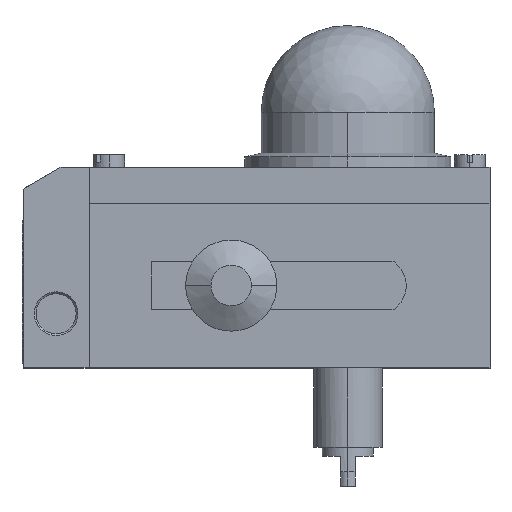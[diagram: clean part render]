
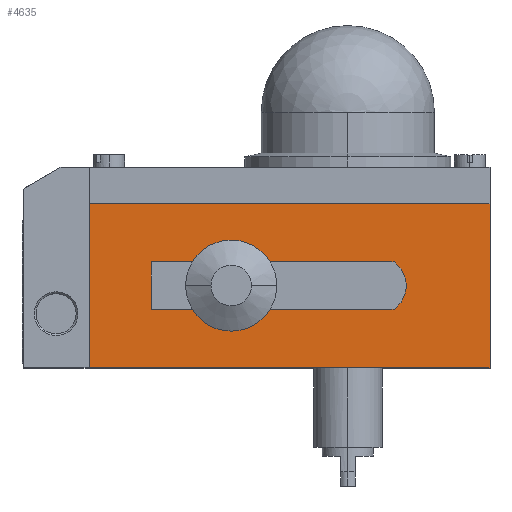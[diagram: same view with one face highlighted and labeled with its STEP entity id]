
A CAD part, top view. The second image highlights one B-rep face of the part: STEP entity #4635.
In plain terms, the highlighted planar face has unit normal (0, 0, 1).
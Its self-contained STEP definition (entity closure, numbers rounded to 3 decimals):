
#52 = CARTESIAN_POINT ( 'NONE',  ( -21.323, -29., 45. ) ) ;
#213 = ORIENTED_EDGE ( 'NONE', *, *, #12549, .F. ) ;
#228 = EDGE_CURVE ( 'NONE', #488, #4654, #9006, .T. ) ;
#244 = DIRECTION ( 'NONE',  ( 0., 1., 0. ) ) ;
#288 = LINE ( 'NONE', #5241, #2609 ) ;
#389 = DIRECTION ( 'NONE',  ( 1., 0., 0. ) ) ;
#417 = CIRCLE ( 'NONE', #5550, 12.5 ) ;
#488 = VERTEX_POINT ( 'NONE', #1095 ) ;
#625 = EDGE_CURVE ( 'NONE', #7010, #2059, #288, .T. ) ;
#1006 = VERTEX_POINT ( 'NONE', #6368 ) ;
#1095 = CARTESIAN_POINT ( 'NONE',  ( -71., -45., 45. ) ) ;
#1096 = LINE ( 'NONE', #2049, #6678 ) ;
#1243 = EDGE_CURVE ( 'NONE', #1006, #3956, #9943, .T. ) ;
#1458 = CARTESIAN_POINT ( 'NONE',  ( -54., -29., 45. ) ) ;
#1588 = AXIS2_PLACEMENT_3D ( 'NONE', #1601, #8552, #2590 ) ;
#1601 = CARTESIAN_POINT ( 'NONE',  ( -32., -22.5, 45. ) ) ;
#1976 = VECTOR ( 'NONE', #244, 1000. ) ;
#2002 = VECTOR ( 'NONE', #10684, 1000. ) ;
#2049 = CARTESIAN_POINT ( 'NONE',  ( -54., -16., 45. ) ) ;
#2059 = VERTEX_POINT ( 'NONE', #3271 ) ;
#2088 = CARTESIAN_POINT ( 'NONE',  ( -71., -45., 45. ) ) ;
#2263 = EDGE_CURVE ( 'NONE', #4654, #5991, #9588, .T. ) ;
#2398 = CIRCLE ( 'NONE', #1588, 12.5 ) ;
#2483 = CIRCLE ( 'NONE', #8175, 8. ) ;
#2590 = DIRECTION ( 'NONE',  ( 1., 0., 0. ) ) ;
#2609 = VECTOR ( 'NONE', #8143, 1000. ) ;
#2688 = AXIS2_PLACEMENT_3D ( 'NONE', #6815, #9823, #3860 ) ;
#2737 = LINE ( 'NONE', #1458, #11004 ) ;
#2795 = FACE_OUTER_BOUND ( 'NONE', #8418, .T. ) ;
#2797 = EDGE_CURVE ( 'NONE', #8218, #10930, #12385, .T. ) ;
#2850 = PLANE ( 'NONE',  #2688 ) ;
#2917 = ORIENTED_EDGE ( 'NONE', *, *, #228, .T. ) ;
#3012 = ORIENTED_EDGE ( 'NONE', *, *, #10374, .F. ) ;
#3042 = DIRECTION ( 'NONE',  ( 0., -1., 0. ) ) ;
#3149 = VERTEX_POINT ( 'NONE', #52 ) ;
#3271 = CARTESIAN_POINT ( 'NONE',  ( -21.323, -16., 45. ) ) ;
#3435 = CARTESIAN_POINT ( 'NONE',  ( -54., -16., 45. ) ) ;
#3501 = ORIENTED_EDGE ( 'NONE', *, *, #2263, .T. ) ;
#3706 = CARTESIAN_POINT ( 'NONE',  ( -54., -29., 45. ) ) ;
#3860 = DIRECTION ( 'NONE',  ( 1., 0., 0. ) ) ;
#3956 = VERTEX_POINT ( 'NONE', #7050 ) ;
#4131 = CARTESIAN_POINT ( 'NONE',  ( -42.677, -16., 45. ) ) ;
#4343 = ORIENTED_EDGE ( 'NONE', *, *, #2797, .F. ) ;
#4460 = CARTESIAN_POINT ( 'NONE',  ( -32., -22.5, 45. ) ) ;
#4501 = CARTESIAN_POINT ( 'NONE',  ( -71., 0., 45. ) ) ;
#4635 = ADVANCED_FACE ( 'NONE', ( #2795, #10745 ), #2850, .T. ) ;
#4654 = VERTEX_POINT ( 'NONE', #8860 ) ;
#4728 = VERTEX_POINT ( 'NONE', #12000 ) ;
#4885 = EDGE_CURVE ( 'NONE', #10930, #1006, #1096, .T. ) ;
#4886 = ORIENTED_EDGE ( 'NONE', *, *, #4885, .F. ) ;
#5040 = EDGE_CURVE ( 'NONE', #4728, #7010, #2483, .T. ) ;
#5241 = CARTESIAN_POINT ( 'NONE',  ( -54., -16., 45. ) ) ;
#5268 = LINE ( 'NONE', #2088, #12588 ) ;
#5470 = DIRECTION ( 'NONE',  ( 1., 0., 0. ) ) ;
#5550 = AXIS2_PLACEMENT_3D ( 'NONE', #4460, #11418, #5470 ) ;
#5649 = EDGE_CURVE ( 'NONE', #488, #8986, #5268, .T. ) ;
#5991 = VERTEX_POINT ( 'NONE', #6716 ) ;
#6039 = DIRECTION ( 'NONE',  ( 0., 1., 0. ) ) ;
#6230 = CARTESIAN_POINT ( 'NONE',  ( 39., -45., 45. ) ) ;
#6333 = DIRECTION ( 'NONE',  ( 0., 0., 1. ) ) ;
#6349 = VECTOR ( 'NONE', #11633, 1000. ) ;
#6368 = CARTESIAN_POINT ( 'NONE',  ( -54., -29., 45. ) ) ;
#6440 = CARTESIAN_POINT ( 'NONE',  ( -71., -45., 45. ) ) ;
#6599 = CARTESIAN_POINT ( 'NONE',  ( 12.664, -16., 45. ) ) ;
#6678 = VECTOR ( 'NONE', #3042, 1000. ) ;
#6716 = CARTESIAN_POINT ( 'NONE',  ( 39., 0., 45. ) ) ;
#6815 = CARTESIAN_POINT ( 'NONE',  ( -71., -45., 45. ) ) ;
#7010 = VERTEX_POINT ( 'NONE', #6599 ) ;
#7050 = CARTESIAN_POINT ( 'NONE',  ( -42.677, -29., 45. ) ) ;
#7087 = VECTOR ( 'NONE', #7459, 1000. ) ;
#7283 = ORIENTED_EDGE ( 'NONE', *, *, #5649, .F. ) ;
#7328 = ORIENTED_EDGE ( 'NONE', *, *, #1243, .F. ) ;
#7459 = DIRECTION ( 'NONE',  ( -1., 0., 0. ) ) ;
#8143 = DIRECTION ( 'NONE',  ( -1., 0., 0. ) ) ;
#8175 = AXIS2_PLACEMENT_3D ( 'NONE', #12309, #6333, #389 ) ;
#8218 = VERTEX_POINT ( 'NONE', #4131 ) ;
#8242 = CARTESIAN_POINT ( 'NONE',  ( -54., -16., 45. ) ) ;
#8405 = DIRECTION ( 'NONE',  ( 1., 0., 0. ) ) ;
#8418 = EDGE_LOOP ( 'NONE', ( #3012, #7283, #2917, #3501 ) ) ;
#8552 = DIRECTION ( 'NONE',  ( 0., 0., 1. ) ) ;
#8635 = EDGE_LOOP ( 'NONE', ( #9616, #7328, #4886, #4343, #213, #12181, #12151, #9587 ) ) ;
#8860 = CARTESIAN_POINT ( 'NONE',  ( 39., -45., 45. ) ) ;
#8986 = VERTEX_POINT ( 'NONE', #4501 ) ;
#9006 = LINE ( 'NONE', #6440, #6349 ) ;
#9587 = ORIENTED_EDGE ( 'NONE', *, *, #12540, .F. ) ;
#9588 = LINE ( 'NONE', #6230, #1976 ) ;
#9616 = ORIENTED_EDGE ( 'NONE', *, *, #11112, .F. ) ;
#9823 = DIRECTION ( 'NONE',  ( 0., 0., 1. ) ) ;
#9943 = LINE ( 'NONE', #3706, #2002 ) ;
#9959 = CARTESIAN_POINT ( 'NONE',  ( -71., 0., 45. ) ) ;
#10374 = EDGE_CURVE ( 'NONE', #8986, #5991, #11133, .T. ) ;
#10684 = DIRECTION ( 'NONE',  ( 1., 0., 0. ) ) ;
#10745 = FACE_BOUND ( 'NONE', #8635, .T. ) ;
#10821 = VECTOR ( 'NONE', #10948, 1000. ) ;
#10930 = VERTEX_POINT ( 'NONE', #8242 ) ;
#10948 = DIRECTION ( 'NONE',  ( 1., 0., 0. ) ) ;
#11004 = VECTOR ( 'NONE', #8405, 1000. ) ;
#11112 = EDGE_CURVE ( 'NONE', #3956, #3149, #2398, .T. ) ;
#11133 = LINE ( 'NONE', #9959, #10821 ) ;
#11418 = DIRECTION ( 'NONE',  ( 0., 0., 1. ) ) ;
#11633 = DIRECTION ( 'NONE',  ( 1., 0., 0. ) ) ;
#12000 = CARTESIAN_POINT ( 'NONE',  ( 12.664, -29., 45. ) ) ;
#12151 = ORIENTED_EDGE ( 'NONE', *, *, #5040, .F. ) ;
#12181 = ORIENTED_EDGE ( 'NONE', *, *, #625, .F. ) ;
#12309 = CARTESIAN_POINT ( 'NONE',  ( 8., -22.5, 45. ) ) ;
#12385 = LINE ( 'NONE', #3435, #7087 ) ;
#12540 = EDGE_CURVE ( 'NONE', #3149, #4728, #2737, .T. ) ;
#12549 = EDGE_CURVE ( 'NONE', #2059, #8218, #417, .T. ) ;
#12588 = VECTOR ( 'NONE', #6039, 1000. ) ;
